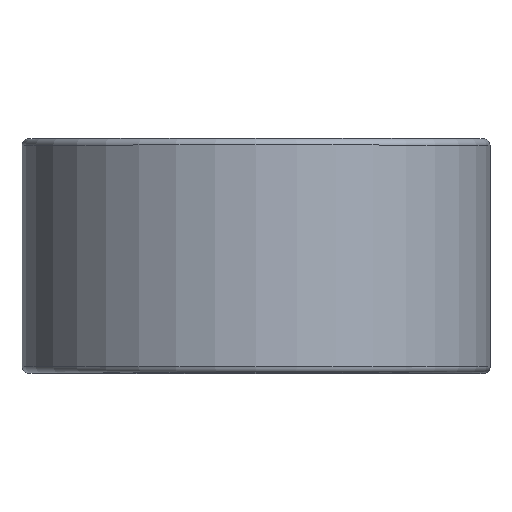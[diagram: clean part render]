
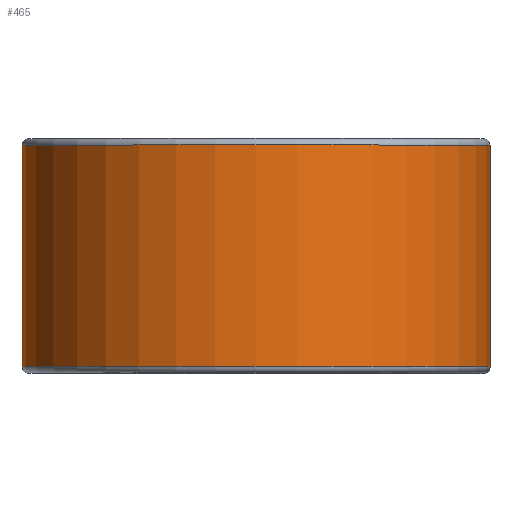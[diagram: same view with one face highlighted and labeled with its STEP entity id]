
A CAD part, top view. The second image highlights one B-rep face of the part: STEP entity #465.
In plain terms, the highlighted cylindrical face has radius 26.924 mm (diameter 53.848 mm), a partial arc.
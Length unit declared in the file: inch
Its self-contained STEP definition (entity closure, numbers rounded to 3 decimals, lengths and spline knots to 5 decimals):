
#30 = EDGE_CURVE ( 'NONE', #1646, #2371, #1241, .T. ) ;
#31 = VERTEX_POINT ( 'NONE', #1226 ) ;
#127 = ORIENTED_EDGE ( 'NONE', *, *, #2260, .F. ) ;
#139 = CARTESIAN_POINT ( 'NONE',  ( 0., 0.50125, -1.06 ) ) ;
#272 = ORIENTED_EDGE ( 'NONE', *, *, #2060, .T. ) ;
#406 = AXIS2_PLACEMENT_3D ( 'NONE', #1433, #1740, #443 ) ;
#428 = ORIENTED_EDGE ( 'NONE', *, *, #484, .F. ) ;
#443 = DIRECTION ( 'NONE',  ( 0., 0., -1. ) ) ;
#465 = ADVANCED_FACE ( 'NONE', ( #1031 ), #877, .T. ) ;
#484 = EDGE_CURVE ( 'NONE', #1646, #1530, #707, .T. ) ;
#488 = CARTESIAN_POINT ( 'NONE',  ( 0., -0.50125, 0. ) ) ;
#574 = VECTOR ( 'NONE', #2079, 39.37008 ) ;
#577 = ORIENTED_EDGE ( 'NONE', *, *, #30, .T. ) ;
#658 = DIRECTION ( 'NONE',  ( 0., 0., -1. ) ) ;
#676 = CARTESIAN_POINT ( 'NONE',  ( 0., 0.50125, 0. ) ) ;
#707 = CIRCLE ( 'NONE', #870, 1.06 ) ;
#790 = VECTOR ( 'NONE', #1483, 39.37008 ) ;
#857 = DIRECTION ( 'NONE',  ( 0., 0., -1. ) ) ;
#870 = AXIS2_PLACEMENT_3D ( 'NONE', #488, #1773, #658 ) ;
#877 = CYLINDRICAL_SURFACE ( 'NONE', #406, 1.06 ) ;
#888 = CARTESIAN_POINT ( 'NONE',  ( 1.06, -0.50125, 0. ) ) ;
#925 = LINE ( 'NONE', #139, #790 ) ;
#1031 = FACE_OUTER_BOUND ( 'NONE', #1791, .T. ) ;
#1127 = CIRCLE ( 'NONE', #1879, 1.06 ) ;
#1226 = CARTESIAN_POINT ( 'NONE',  ( 0., 0.50125, -1.06 ) ) ;
#1241 = LINE ( 'NONE', #1770, #574 ) ;
#1376 = CARTESIAN_POINT ( 'NONE',  ( 0., -0.50125, -1.06 ) ) ;
#1433 = CARTESIAN_POINT ( 'NONE',  ( 0., 0.5, 0. ) ) ;
#1483 = DIRECTION ( 'NONE',  ( 0., 1., 0. ) ) ;
#1530 = VERTEX_POINT ( 'NONE', #1376 ) ;
#1646 = VERTEX_POINT ( 'NONE', #888 ) ;
#1740 = DIRECTION ( 'NONE',  ( 0., -1., 0. ) ) ;
#1770 = CARTESIAN_POINT ( 'NONE',  ( 1.06, 0.50125, 0. ) ) ;
#1773 = DIRECTION ( 'NONE',  ( 0., -1., 0. ) ) ;
#1791 = EDGE_LOOP ( 'NONE', ( #577, #272, #127, #428 ) ) ;
#1879 = AXIS2_PLACEMENT_3D ( 'NONE', #676, #1949, #857 ) ;
#1949 = DIRECTION ( 'NONE',  ( 0., -1., 0. ) ) ;
#2060 = EDGE_CURVE ( 'NONE', #2371, #31, #1127, .T. ) ;
#2079 = DIRECTION ( 'NONE',  ( 0., 1., 0. ) ) ;
#2260 = EDGE_CURVE ( 'NONE', #1530, #31, #925, .T. ) ;
#2320 = CARTESIAN_POINT ( 'NONE',  ( 1.06, 0.50125, 0. ) ) ;
#2371 = VERTEX_POINT ( 'NONE', #2320 ) ;
